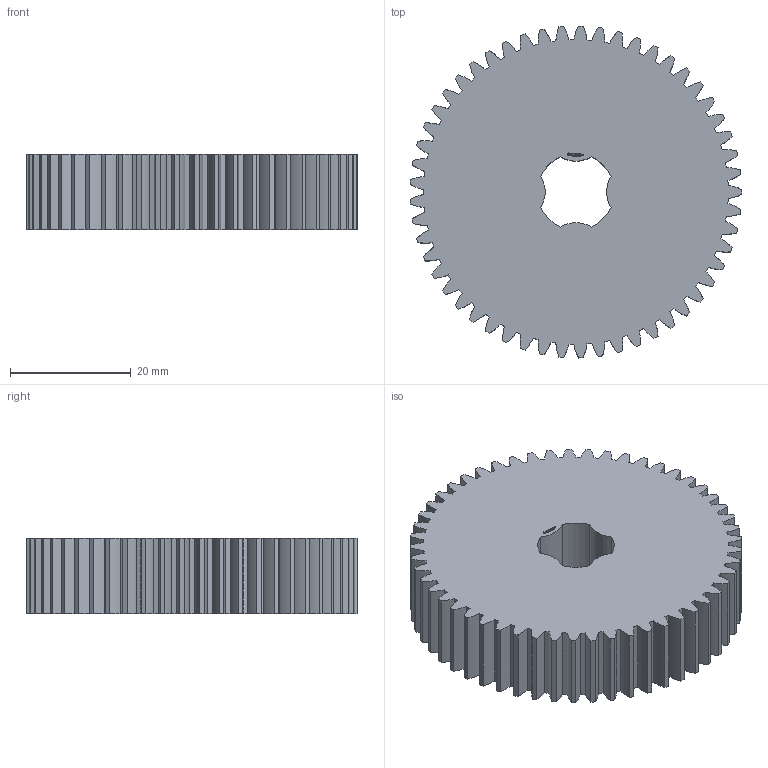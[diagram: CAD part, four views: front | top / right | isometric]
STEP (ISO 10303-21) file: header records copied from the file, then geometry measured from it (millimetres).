
FILE_DESCRIPTION(('FreeCAD Model'),'2;1');
FILE_NAME('Open CASCADE Shape Model','2024-03-10T19:34:51',(''),(''), 'Open CASCADE STEP processor 7.6','FreeCAD','Unknown');
FILE_SCHEMA(('AUTOMOTIVE_DESIGN { 1 0 10303 214 1 1 1 1 }'));
Products named in the file (1): Gear Wheel PLN TTH53 BU01.00 SFT-SHD - SPN-GWH-0192 (stemfie.org)
Bounding box: 54.97 x 54.99 x 12.5 mm (x, y, z)
Volume: 26042.8 mm3; surface area: 8890.7 mm2
Topology: 1 solids, 1 shells, 686 faces, 1962 edges, 1308 vertices
Faces by surface type: extrusion 358, plane 320, cylinder 8
Entity records: 62525 total; most frequent: CARTESIAN_POINT 21011, DIRECTION 5486, VECTOR 4780, LINE 4422, ORIENTED_EDGE 3924, PCURVE 3924, DEFINITIONAL_REPRESENTATION 3924, EDGE_CURVE 1962
